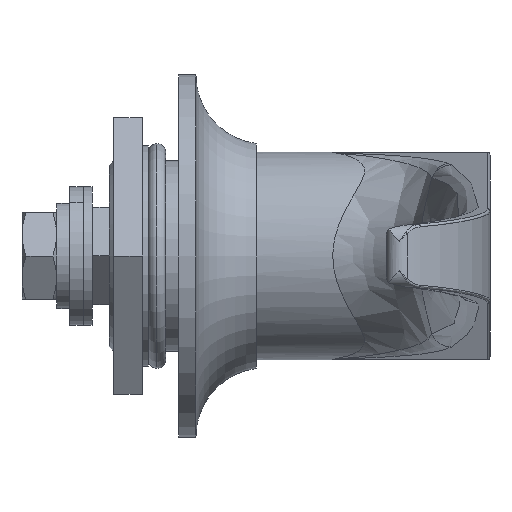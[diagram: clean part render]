
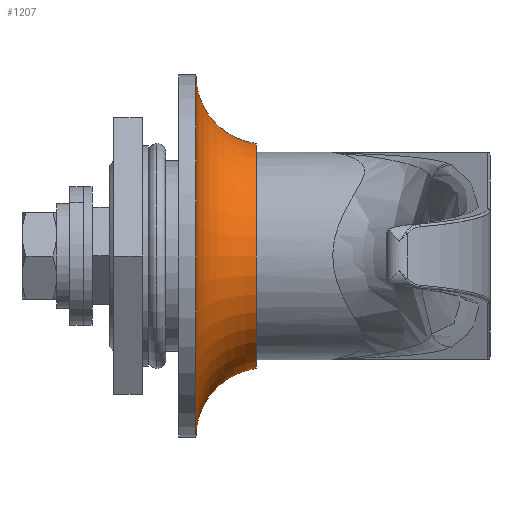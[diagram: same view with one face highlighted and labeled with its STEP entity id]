
A CAD part, front view. The second image highlights one B-rep face of the part: STEP entity #1207.
In plain terms, the highlighted toroidal (fillet/blend) face has major radius 20.937 mm and minor radius 8 mm.
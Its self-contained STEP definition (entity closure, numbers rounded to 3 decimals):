
#20 = CIRCLE ( 'NONE', #6957, 8. ) ;
#385 = EDGE_LOOP ( 'NONE', ( #880, #576, #5969, #1582 ) ) ;
#416 = VERTEX_POINT ( 'NONE', #7925 ) ;
#447 = EDGE_CURVE ( 'NONE', #1769, #3421, #7953, .T. ) ;
#576 = ORIENTED_EDGE ( 'NONE', *, *, #850, .T. ) ;
#850 = EDGE_CURVE ( 'NONE', #4422, #1769, #3663, .T. ) ;
#880 = ORIENTED_EDGE ( 'NONE', *, *, #982, .F. ) ;
#982 = EDGE_CURVE ( 'NONE', #4422, #416, #4893, .T. ) ;
#1031 = AXIS2_PLACEMENT_3D ( 'NONE', #5359, #3705, #2885 ) ;
#1152 = DIRECTION ( 'NONE',  ( 1., 0., 0. ) ) ;
#1207 = ADVANCED_FACE ( 'NONE', ( #3579 ), #6760, .F. ) ;
#1582 = ORIENTED_EDGE ( 'NONE', *, *, #2684, .F. ) ;
#1769 = VERTEX_POINT ( 'NONE', #5527 ) ;
#1982 = DIRECTION ( 'NONE',  ( 0., 0., 1. ) ) ;
#2146 = CARTESIAN_POINT ( 'NONE',  ( 21., 0., -7. ) ) ;
#2684 = EDGE_CURVE ( 'NONE', #416, #3421, #20, .T. ) ;
#2810 = CARTESIAN_POINT ( 'NONE',  ( 0., 0., -7. ) ) ;
#2885 = DIRECTION ( 'NONE',  ( 1., 0., 0. ) ) ;
#3282 = DIRECTION ( 'NONE',  ( 0., 0., -1. ) ) ;
#3421 = VERTEX_POINT ( 'NONE', #2146 ) ;
#3579 = FACE_OUTER_BOUND ( 'NONE', #385, .T. ) ;
#3663 = CIRCLE ( 'NONE', #7455, 8. ) ;
#3665 = CARTESIAN_POINT ( 'NONE',  ( -13., 0., 0. ) ) ;
#3705 = DIRECTION ( 'NONE',  ( 0., 0., 1. ) ) ;
#3957 = DIRECTION ( 'NONE',  ( -1., 0., 0. ) ) ;
#4097 = DIRECTION ( 'NONE',  ( 0., -1., 0. ) ) ;
#4422 = VERTEX_POINT ( 'NONE', #3665 ) ;
#4770 = DIRECTION ( 'NONE',  ( 0., 1., 0. ) ) ;
#4893 = CIRCLE ( 'NONE', #7196, 13. ) ;
#4915 = CARTESIAN_POINT ( 'NONE',  ( 20.937, 0., 1. ) ) ;
#5359 = CARTESIAN_POINT ( 'NONE',  ( 0., 0., 1. ) ) ;
#5527 = CARTESIAN_POINT ( 'NONE',  ( -21., 0., -7. ) ) ;
#5609 = CARTESIAN_POINT ( 'NONE',  ( -20.937, 0., 1. ) ) ;
#5690 = AXIS2_PLACEMENT_3D ( 'NONE', #2810, #1982, #1152 ) ;
#5969 = ORIENTED_EDGE ( 'NONE', *, *, #447, .T. ) ;
#6276 = DIRECTION ( 'NONE',  ( 1., 0., 0. ) ) ;
#6760 = TOROIDAL_SURFACE ( 'NONE', #1031, 20.937, 8. ) ;
#6957 = AXIS2_PLACEMENT_3D ( 'NONE', #4915, #4097, #3282 ) ;
#7094 = DIRECTION ( 'NONE',  ( 0., 0., 1. ) ) ;
#7196 = AXIS2_PLACEMENT_3D ( 'NONE', #7914, #7094, #6276 ) ;
#7455 = AXIS2_PLACEMENT_3D ( 'NONE', #5609, #4770, #3957 ) ;
#7914 = CARTESIAN_POINT ( 'NONE',  ( 0., 0., 0. ) ) ;
#7925 = CARTESIAN_POINT ( 'NONE',  ( 13., 0., 0. ) ) ;
#7953 = CIRCLE ( 'NONE', #5690, 21. ) ;
